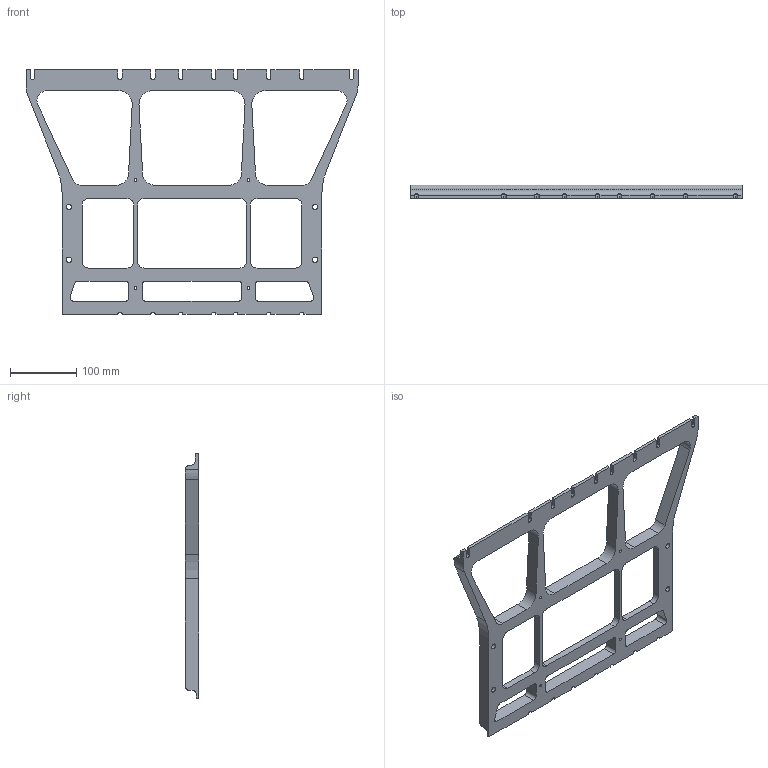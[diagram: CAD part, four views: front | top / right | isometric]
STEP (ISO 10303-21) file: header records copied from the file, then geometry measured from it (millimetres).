
FILE_DESCRIPTION (( 'STEP AP203' ), '1' );
FILE_NAME ('SUPPORT BATTERIE.STEP', '2018-06-27T14:37:15', ( '' ), ( '' ), 'SwSTEP 2.0', 'SolidWorks 2015', '' );
FILE_SCHEMA (( 'CONFIG_CONTROL_DESIGN' ));
Length unit declared in the file: millimetre
Products named in the file (1): SUPPORT BATTERIE
Bounding box: 502 x 20 x 370 mm (x, y, z)
Volume: 846886.8 mm3; surface area: 214405.8 mm2
Topology: 1 solids, 1 shells, 199 faces, 580 edges, 380 vertices
Faces by surface type: plane 102, cylinder 93, bspline 4
Entity records: 7177 total; most frequent: CARTESIAN_POINT 1692, ORIENTED_EDGE 1152, DIRECTION 1120, EDGE_CURVE 576, VERTEX_POINT 380, AXIS2_PLACEMENT_3D 374, VECTOR 372, LINE 372
